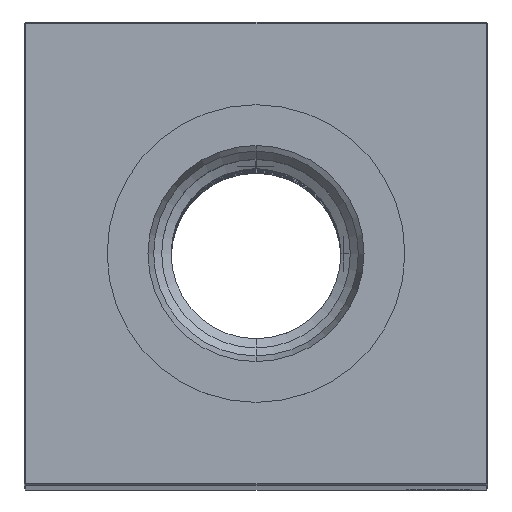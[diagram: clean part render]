
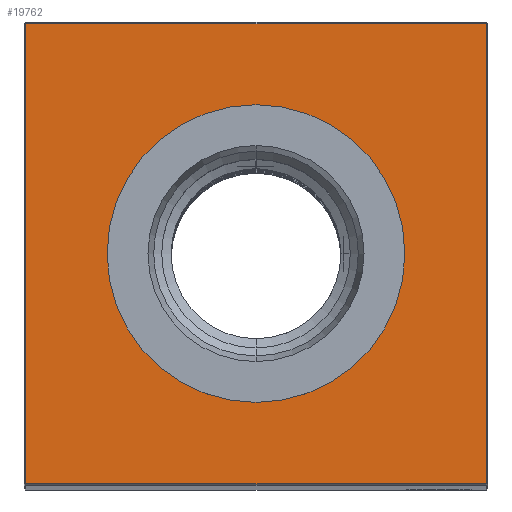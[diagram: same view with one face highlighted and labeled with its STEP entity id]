
A CAD part, top view. The second image highlights one B-rep face of the part: STEP entity #19762.
In plain terms, the highlighted planar face has unit normal (0, 0, 1).
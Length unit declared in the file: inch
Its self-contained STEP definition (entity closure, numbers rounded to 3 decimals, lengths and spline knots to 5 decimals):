
#628 = EDGE_CURVE ( 'NONE', #4772, #23062, #12587, .T. ) ;
#793 = AXIS2_PLACEMENT_3D ( 'NONE', #7664, #19653, #2552 ) ;
#1368 = EDGE_LOOP ( 'NONE', ( #24795, #26727, #13130, #4929 ) ) ;
#1896 = LINE ( 'NONE', #21587, #24114 ) ;
#1975 = DIRECTION ( 'NONE',  ( 0., 0., -1. ) ) ;
#2015 = EDGE_CURVE ( 'NONE', #28666, #13254, #16161, .T. ) ;
#2436 = CARTESIAN_POINT ( 'NONE',  ( 0., 0., 18.25 ) ) ;
#2552 = DIRECTION ( 'NONE',  ( -1., 0., 0. ) ) ;
#2931 = DIRECTION ( 'NONE',  ( 0., 0., -1. ) ) ;
#4772 = VERTEX_POINT ( 'NONE', #15271 ) ;
#4929 = ORIENTED_EDGE ( 'NONE', *, *, #22382, .T. ) ;
#5104 = DIRECTION ( 'NONE',  ( 0., -1., 0. ) ) ;
#5521 = DIRECTION ( 'NONE',  ( -1., 0., 0. ) ) ;
#5866 = VECTOR ( 'NONE', #5521, 39.37008 ) ;
#6542 = EDGE_CURVE ( 'NONE', #12603, #4772, #1896, .T. ) ;
#7372 = FACE_BOUND ( 'NONE', #14477, .T. ) ;
#7664 = CARTESIAN_POINT ( 'NONE',  ( 0., 0., 18.25 ) ) ;
#7779 = CARTESIAN_POINT ( 'NONE',  ( 1.49, 1.49, 18.25 ) ) ;
#10214 = CARTESIAN_POINT ( 'NONE',  ( 0., 0., 18.25 ) ) ;
#10336 = CARTESIAN_POINT ( 'NONE',  ( 0., 1.49, 18.25 ) ) ;
#10424 = DIRECTION ( 'NONE',  ( 1., 0., 0. ) ) ;
#10702 = AXIS2_PLACEMENT_3D ( 'NONE', #10214, #2931, #24392 ) ;
#12587 = LINE ( 'NONE', #17112, #26691 ) ;
#12603 = VERTEX_POINT ( 'NONE', #28698 ) ;
#13130 = ORIENTED_EDGE ( 'NONE', *, *, #21343, .T. ) ;
#13254 = VERTEX_POINT ( 'NONE', #19093 ) ;
#14477 = EDGE_LOOP ( 'NONE', ( #29973, #15903 ) ) ;
#14680 = LINE ( 'NONE', #10336, #5866 ) ;
#15271 = CARTESIAN_POINT ( 'NONE',  ( -1.49, -1.49, 18.25 ) ) ;
#15886 = CARTESIAN_POINT ( 'NONE',  ( 1.49, -1.49, 18.25 ) ) ;
#15903 = ORIENTED_EDGE ( 'NONE', *, *, #2015, .T. ) ;
#16161 = CIRCLE ( 'NONE', #10702, 0.96457 ) ;
#16433 = VERTEX_POINT ( 'NONE', #7779 ) ;
#17112 = CARTESIAN_POINT ( 'NONE',  ( 0., -1.49, 18.25 ) ) ;
#17936 = EDGE_CURVE ( 'NONE', #13254, #28666, #24677, .T. ) ;
#18700 = AXIS2_PLACEMENT_3D ( 'NONE', #2436, #1975, #28387 ) ;
#19034 = FACE_OUTER_BOUND ( 'NONE', #1368, .T. ) ;
#19093 = CARTESIAN_POINT ( 'NONE',  ( 0., 0.96457, 18.25 ) ) ;
#19653 = DIRECTION ( 'NONE',  ( 0., 0., -1. ) ) ;
#19762 = ADVANCED_FACE ( 'NONE', ( #19034, #7372 ), #28672, .F. ) ;
#21054 = LINE ( 'NONE', #23409, #26647 ) ;
#21343 = EDGE_CURVE ( 'NONE', #23062, #16433, #21054, .T. ) ;
#21587 = CARTESIAN_POINT ( 'NONE',  ( -1.49, 0., 18.25 ) ) ;
#22382 = EDGE_CURVE ( 'NONE', #16433, #12603, #14680, .T. ) ;
#23062 = VERTEX_POINT ( 'NONE', #15886 ) ;
#23409 = CARTESIAN_POINT ( 'NONE',  ( 1.49, 0., 18.25 ) ) ;
#24114 = VECTOR ( 'NONE', #5104, 39.37008 ) ;
#24392 = DIRECTION ( 'NONE',  ( -1., 0., 0. ) ) ;
#24677 = CIRCLE ( 'NONE', #18700, 0.96457 ) ;
#24795 = ORIENTED_EDGE ( 'NONE', *, *, #6542, .T. ) ;
#25145 = CARTESIAN_POINT ( 'NONE',  ( 0., -0.96457, 18.25 ) ) ;
#26647 = VECTOR ( 'NONE', #30522, 39.37008 ) ;
#26691 = VECTOR ( 'NONE', #10424, 39.37008 ) ;
#26727 = ORIENTED_EDGE ( 'NONE', *, *, #628, .T. ) ;
#28387 = DIRECTION ( 'NONE',  ( -1., 0., 0. ) ) ;
#28666 = VERTEX_POINT ( 'NONE', #25145 ) ;
#28672 = PLANE ( 'NONE',  #793 ) ;
#28698 = CARTESIAN_POINT ( 'NONE',  ( -1.49, 1.49, 18.25 ) ) ;
#29973 = ORIENTED_EDGE ( 'NONE', *, *, #17936, .T. ) ;
#30522 = DIRECTION ( 'NONE',  ( 0., 1., 0. ) ) ;
